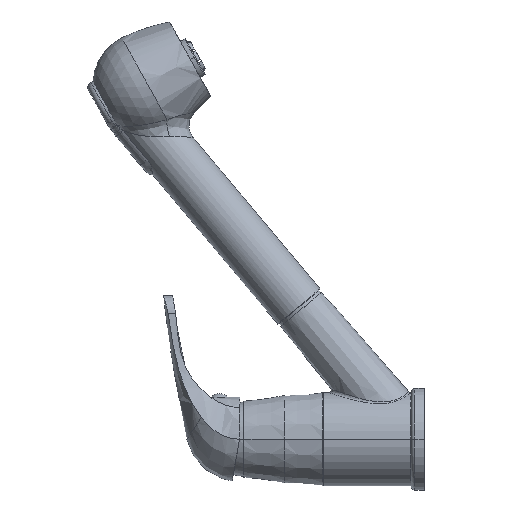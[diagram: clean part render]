
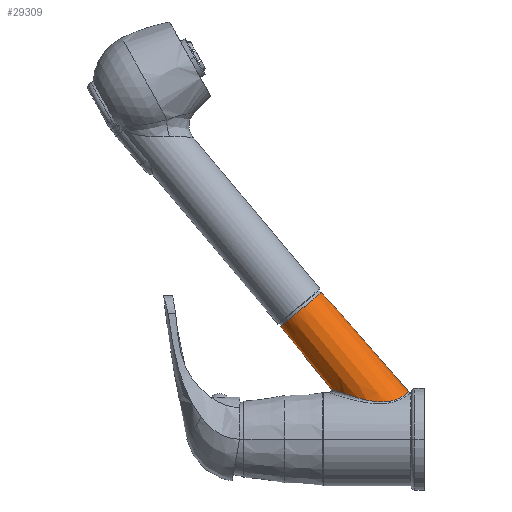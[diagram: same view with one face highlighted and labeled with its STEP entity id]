
A CAD part, left-side view. The second image highlights one B-rep face of the part: STEP entity #29309.
In plain terms, the highlighted conical face has half-angle 1 degrees and reference radius 15.122 mm.
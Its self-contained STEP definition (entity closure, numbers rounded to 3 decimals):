
#829=CARTESIAN_POINT('',(0.,60.158,63.872));
#830=DIRECTION('',(0.,0.643,0.766));
#831=DIRECTION('',(-0.239,-0.744,0.624));
#832=AXIS2_PLACEMENT_3D('',#829,#830,#831);
#834=DIRECTION('',(0.,-0.656,-0.755));
#835=VECTOR('',#834,63.313);
#836=CARTESIAN_POINT('',(0.,48.943,73.282));
#837=LINE('',#836,#835);
#838=CARTESIAN_POINT('',(0.,49.428,27.363));
#839=CARTESIAN_POINT('',(-0.138,49.428,27.362));
#840=CARTESIAN_POINT('',(-0.413,49.421,27.36));
#841=CARTESIAN_POINT('',(-0.824,49.389,27.347));
#842=CARTESIAN_POINT('',(-1.234,49.337,27.326));
#843=CARTESIAN_POINT('',(-1.644,49.263,27.297));
#844=CARTESIAN_POINT('',(-2.054,49.168,27.26));
#845=CARTESIAN_POINT('',(-2.47,49.05,27.213));
#846=CARTESIAN_POINT('',(-2.895,48.907,27.157));
#847=CARTESIAN_POINT('',(-3.331,48.736,27.089));
#848=CARTESIAN_POINT('',(-3.783,48.532,27.009));
#849=CARTESIAN_POINT('',(-4.249,48.293,26.915));
#850=CARTESIAN_POINT('',(-4.727,48.017,26.807));
#851=CARTESIAN_POINT('',(-5.216,47.702,26.685));
#852=CARTESIAN_POINT('',(-5.715,47.345,26.546));
#853=CARTESIAN_POINT('',(-6.226,46.941,26.391));
#854=CARTESIAN_POINT('',(-6.751,46.485,26.216));
#855=CARTESIAN_POINT('',(-7.288,45.972,26.021));
#856=CARTESIAN_POINT('',(-7.839,45.395,25.804));
#857=CARTESIAN_POINT('',(-8.403,44.75,25.562));
#858=CARTESIAN_POINT('',(-8.978,44.03,25.297));
#859=CARTESIAN_POINT('',(-9.561,43.23,25.005));
#860=CARTESIAN_POINT('',(-10.151,42.345,24.688));
#861=CARTESIAN_POINT('',(-10.742,41.372,24.346));
#862=CARTESIAN_POINT('',(-11.329,40.309,23.981));
#863=CARTESIAN_POINT('',(-11.906,39.159,23.597));
#864=CARTESIAN_POINT('',(-12.464,37.929,23.199));
#865=CARTESIAN_POINT('',(-12.994,36.63,22.796));
#866=CARTESIAN_POINT('',(-13.487,35.282,22.397));
#867=CARTESIAN_POINT('',(-13.933,33.907,22.012));
#868=CARTESIAN_POINT('',(-14.327,32.532,21.653));
#869=CARTESIAN_POINT('',(-14.665,31.179,21.327));
#870=CARTESIAN_POINT('',(-14.946,29.868,21.041));
#871=CARTESIAN_POINT('',(-15.173,28.612,20.796));
#872=CARTESIAN_POINT('',(-15.35,27.419,20.593));
#873=CARTESIAN_POINT('',(-15.481,26.29,20.43));
#874=CARTESIAN_POINT('',(-15.57,25.226,20.305));
#875=CARTESIAN_POINT('',(-15.623,24.224,20.215));
#876=CARTESIAN_POINT('',(-15.642,23.279,20.157));
#877=CARTESIAN_POINT('',(-15.632,22.388,20.128));
#878=CARTESIAN_POINT('',(-15.594,21.545,20.125));
#879=CARTESIAN_POINT('',(-15.531,20.747,20.146));
#880=CARTESIAN_POINT('',(-15.445,19.988,20.189));
#881=CARTESIAN_POINT('',(-15.337,19.265,20.252));
#882=CARTESIAN_POINT('',(-15.208,18.575,20.333));
#883=CARTESIAN_POINT('',(-15.058,17.913,20.431));
#884=CARTESIAN_POINT('',(-14.887,17.277,20.545));
#885=CARTESIAN_POINT('',(-14.695,16.665,20.674));
#886=CARTESIAN_POINT('',(-14.483,16.074,20.817));
#887=CARTESIAN_POINT('',(-14.249,15.502,20.974));
#888=CARTESIAN_POINT('',(-13.993,14.948,21.144));
#889=CARTESIAN_POINT('',(-13.714,14.411,21.326));
#890=CARTESIAN_POINT('',(-13.411,13.891,21.519));
#891=CARTESIAN_POINT('',(-13.083,13.385,21.723));
#892=CARTESIAN_POINT('',(-12.729,12.895,21.936));
#893=CARTESIAN_POINT('',(-12.348,12.42,22.158));
#894=CARTESIAN_POINT('',(-11.94,11.961,22.387));
#895=CARTESIAN_POINT('',(-11.504,11.518,22.622));
#896=CARTESIAN_POINT('',(-11.04,11.094,22.861));
#897=CARTESIAN_POINT('',(-10.547,10.687,23.101));
#898=CARTESIAN_POINT('',(-10.028,10.301,23.341));
#899=CARTESIAN_POINT('',(-9.481,9.935,23.578));
#900=CARTESIAN_POINT('',(-8.91,9.591,23.81));
#901=CARTESIAN_POINT('',(-8.314,9.271,24.035));
#902=CARTESIAN_POINT('',(-7.697,8.974,24.25));
#903=CARTESIAN_POINT('',(-7.059,8.702,24.453));
#904=CARTESIAN_POINT('',(-6.403,8.455,24.642));
#905=CARTESIAN_POINT('',(-5.73,8.234,24.815));
#906=CARTESIAN_POINT('',(-5.044,8.039,24.971));
#907=CARTESIAN_POINT('',(-4.345,7.87,25.109));
#908=CARTESIAN_POINT('',(-3.636,7.726,25.228));
#909=CARTESIAN_POINT('',(-2.919,7.609,25.326));
#910=CARTESIAN_POINT('',(-2.195,7.518,25.403));
#911=CARTESIAN_POINT('',(-1.466,7.453,25.458));
#912=CARTESIAN_POINT('',(-0.734,7.415,25.491));
#913=CARTESIAN_POINT('',(-0.245,7.406,25.499));
#914=CARTESIAN_POINT('',(0.,7.406,25.499));
#916=DIRECTION('',(0.,-0.629,-0.777));
#917=VECTOR('',#916,42.871);
#918=CARTESIAN_POINT('',(0.,76.408,60.68));
#919=LINE('',#918,#917);
#920=CARTESIAN_POINT('',(0.,65.3,70.));
#921=DIRECTION('',(0.,-0.643,-0.766));
#922=DIRECTION('',(-0.241,-0.743,0.624));
#923=AXIS2_PLACEMENT_3D('',#920,#921,#922);
#925=CARTESIAN_POINT('',(-3.5,54.521,79.045));
#926=CARTESIAN_POINT('',(-3.5,53.941,78.379));
#927=CARTESIAN_POINT('',(-3.5,52.78,77.044));
#928=CARTESIAN_POINT('',(-3.5,51.029,75.032));
#929=CARTESIAN_POINT('',(-3.5,49.856,73.684));
#930=CARTESIAN_POINT('',(-3.5,49.268,73.009));
#24566=VERTEX_POINT('',#838);
#24567=VERTEX_POINT('',#914);
#24570=CARTESIAN_POINT('',(0.,76.408,60.68));
#24571=VERTEX_POINT('',#24570);
#24594=CARTESIAN_POINT('',(0.,48.943,
73.282));
#24596=VERTEX_POINT('',#24594);
#24599=CARTESIAN_POINT('',(-3.5,49.268,73.009));
#24600=VERTEX_POINT('',#24599);
#24601=VERTEX_POINT('',#925);
#29291=CARTESIAN_POINT('',(0.,42.383,42.689));
#29292=DIRECTION('',(0.,-0.643,-0.766));
#29293=DIRECTION('',(0.,-0.766,0.643));
#29294=AXIS2_PLACEMENT_3D('',#29291,#29292,#29293);
#29295=CONICAL_SURFACE('',#29294,15.122,1.);
#29297=ORIENTED_EDGE('',*,*,#29296,.T.);
#29299=ORIENTED_EDGE('',*,*,#29298,.T.);
#29300=ORIENTED_EDGE('',*,*,#29274,.F.);
#29302=ORIENTED_EDGE('',*,*,#29301,.F.);
#29304=ORIENTED_EDGE('',*,*,#29303,.F.);
#29306=ORIENTED_EDGE('',*,*,#29305,.T.);
#29307=EDGE_LOOP('',(#29297,#29299,#29300,#29302,#29304,#29306));
#29308=FACE_OUTER_BOUND('',#29307,.F.);
#29309=ADVANCED_FACE('',(#29308),#29295,.T.);
#833=CIRCLE('',#832,14.64);
#915=B_SPLINE_CURVE_WITH_KNOTS('',3,(#838,#839,#840,#841,#842,#843,#844,#845,
#846,#847,#848,#849,#850,#851,#852,#853,#854,#855,#856,#857,#858,#859,#860,#861,
#862,#863,#864,#865,#866,#867,#868,#869,#870,#871,#872,#873,#874,#875,#876,#877,
#878,#879,#880,#881,#882,#883,#884,#885,#886,#887,#888,#889,#890,#891,#892,#893,
#894,#895,#896,#897,#898,#899,#900,#901,#902,#903,#904,#905,#906,#907,#908,#909,
#910,#911,#912,#913,#914),.UNSPECIFIED.,.F.,.F.,(4,1,1,1,1,1,1,1,1,1,1,1,1,1,1,
1,1,1,1,1,1,1,1,1,1,1,1,1,1,1,1,1,1,1,1,1,1,1,1,1,1,1,1,1,1,1,1,1,1,1,1,1,1,1,1,
1,1,1,1,1,1,1,1,1,1,1,1,1,1,1,1,1,1,1,4),(0.,0.014,
0.027,0.041,0.054,0.068,
0.081,0.095,0.108,0.122,
0.135,0.149,0.162,0.176,
0.189,0.203,0.216,0.23,
0.243,0.257,0.27,0.284,
0.297,0.311,0.324,0.338,
0.351,0.365,0.378,0.392,
0.405,0.419,0.432,0.446,
0.459,0.473,0.486,0.5,0.514,
0.527,0.541,0.554,0.568,
0.581,0.595,0.608,0.622,
0.635,0.649,0.662,0.676,
0.689,0.703,0.716,0.73,
0.743,0.757,0.77,0.784,
0.797,0.811,0.824,0.838,
0.851,0.865,0.878,0.892,
0.905,0.919,0.932,0.946,
0.959,0.973,0.986,1.),.UNSPECIFIED.);
#924=CIRCLE('',#923,14.5);
#931=B_SPLINE_CURVE_WITH_KNOTS('',3,(#925,#926,#927,#928,#929,#930),
.UNSPECIFIED.,.F.,.F.,(4,1,1,4),(0.,0.333,0.667,1.),
.UNSPECIFIED.);
#29274=EDGE_CURVE('',#24566,#24567,#915,.T.);
#29296=EDGE_CURVE('',#24600,#24596,#833,.T.);
#29298=EDGE_CURVE('',#24596,#24567,#837,.T.);
#29301=EDGE_CURVE('',#24571,#24566,#919,.T.);
#29303=EDGE_CURVE('',#24601,#24571,#924,.T.);
#29305=EDGE_CURVE('',#24601,#24600,#931,.T.);
